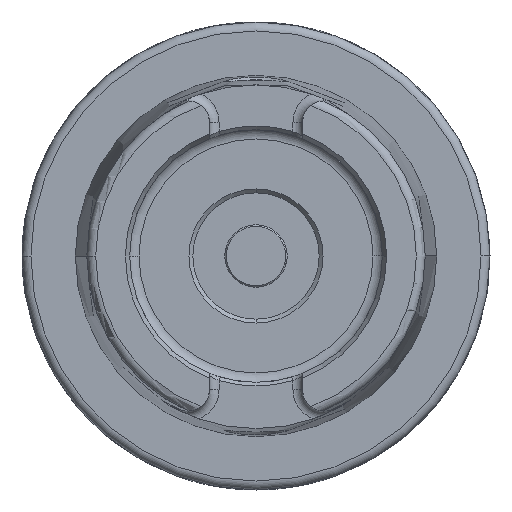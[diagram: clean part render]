
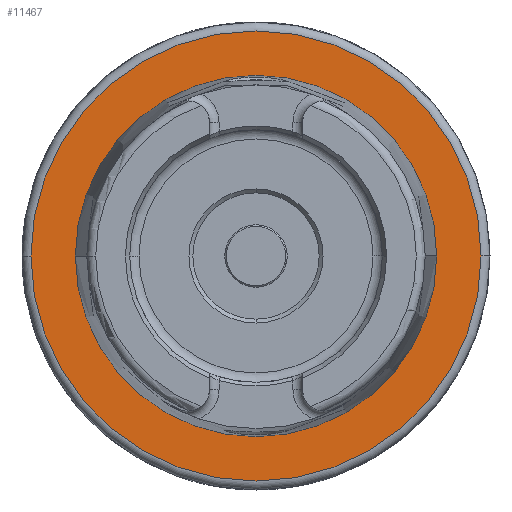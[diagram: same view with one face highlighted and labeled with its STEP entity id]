
A CAD part, left-side view. The second image highlights one B-rep face of the part: STEP entity #11467.
In plain terms, the highlighted planar face has unit normal (-1, 0, 0).
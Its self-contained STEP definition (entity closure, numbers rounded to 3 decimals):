
#327 = VERTEX_POINT ( 'NONE', #6955 ) ;
#328 = VERTEX_POINT ( 'NONE', #6954 ) ;
#334 = EDGE_CURVE ( 'NONE', #328, #327, #6950, .T. ) ;
#1602 = VERTEX_POINT ( 'NONE', #11658 ) ;
#1703 = VERTEX_POINT ( 'NONE', #11938 ) ;
#1705 = EDGE_CURVE ( 'NONE', #1602, #1703, #11930, .T. ) ;
#2332 = EDGE_CURVE ( 'NONE', #1703, #1602, #2981, .T. ) ;
#2978 = DIRECTION ( 'NONE',  ( 0., 1., 0. ) ) ;
#2979 = DIRECTION ( 'NONE',  ( 1., 0., 0. ) ) ;
#2980 = AXIS2_PLACEMENT_3D ( 'NONE', #2986, #2979, #2978 ) ;
#2981 = CIRCLE ( 'NONE', #2980, 24.321 ) ;
#2986 = CARTESIAN_POINT ( 'NONE',  ( 0., 0., 0. ) ) ;
#4265 = CARTESIAN_POINT ( 'NONE',  ( 0., 24.321, 0. ) ) ;
#4266 = PLANE ( 'NONE',  #4328 ) ;
#4267 = FACE_OUTER_BOUND ( 'NONE', #11451, .T. ) ;
#4268 = FACE_BOUND ( 'NONE', #11445, .T. ) ;
#4326 = DIRECTION ( 'NONE',  ( 0., -1., 0. ) ) ;
#4327 = DIRECTION ( 'NONE',  ( -1., 0., 0. ) ) ;
#4328 = AXIS2_PLACEMENT_3D ( 'NONE', #4265, #4327, #4326 ) ;
#4412 = DIRECTION ( 'NONE',  ( 0., 1., 0. ) ) ;
#4413 = DIRECTION ( 'NONE',  ( 1., 0., 0. ) ) ;
#4414 = CARTESIAN_POINT ( 'NONE',  ( 0., 0., 0. ) ) ;
#4415 = AXIS2_PLACEMENT_3D ( 'NONE', #4414, #4413, #4412 ) ;
#4421 = CIRCLE ( 'NONE', #4415, 30.3 ) ;
#6946 = DIRECTION ( 'NONE',  ( 0., 1., 0. ) ) ;
#6947 = DIRECTION ( 'NONE',  ( 1., 0., 0. ) ) ;
#6948 = CARTESIAN_POINT ( 'NONE',  ( 0., 0., 0. ) ) ;
#6949 = AXIS2_PLACEMENT_3D ( 'NONE', #6948, #6947, #6946 ) ;
#6950 = CIRCLE ( 'NONE', #6949, 30.3 ) ;
#6954 = CARTESIAN_POINT ( 'NONE',  ( 0., 30.3, 0. ) ) ;
#6955 = CARTESIAN_POINT ( 'NONE',  ( 0., -30.3, 0. ) ) ;
#11445 = EDGE_LOOP ( 'NONE', ( #11446, #11448 ) ) ;
#11446 = ORIENTED_EDGE ( 'NONE', *, *, #1705, .T. ) ;
#11447 = ORIENTED_EDGE ( 'NONE', *, *, #334, .F. ) ;
#11448 = ORIENTED_EDGE ( 'NONE', *, *, #2332, .T. ) ;
#11451 = EDGE_LOOP ( 'NONE', ( #11447, #11540 ) ) ;
#11467 = ADVANCED_FACE ( 'NONE', ( #4268, #4267 ), #4266, .T. ) ;
#11529 = EDGE_CURVE ( 'NONE', #327, #328, #4421, .T. ) ;
#11540 = ORIENTED_EDGE ( 'NONE', *, *, #11529, .F. ) ;
#11658 = CARTESIAN_POINT ( 'NONE',  ( 0., 24.321, 0. ) ) ;
#11926 = DIRECTION ( 'NONE',  ( 0., 1., 0. ) ) ;
#11927 = DIRECTION ( 'NONE',  ( 1., 0., 0. ) ) ;
#11928 = CARTESIAN_POINT ( 'NONE',  ( 0., 0., 0. ) ) ;
#11929 = AXIS2_PLACEMENT_3D ( 'NONE', #11928, #11927, #11926 ) ;
#11930 = CIRCLE ( 'NONE', #11929, 24.321 ) ;
#11938 = CARTESIAN_POINT ( 'NONE',  ( 0., -24.321, 0. ) ) ;
